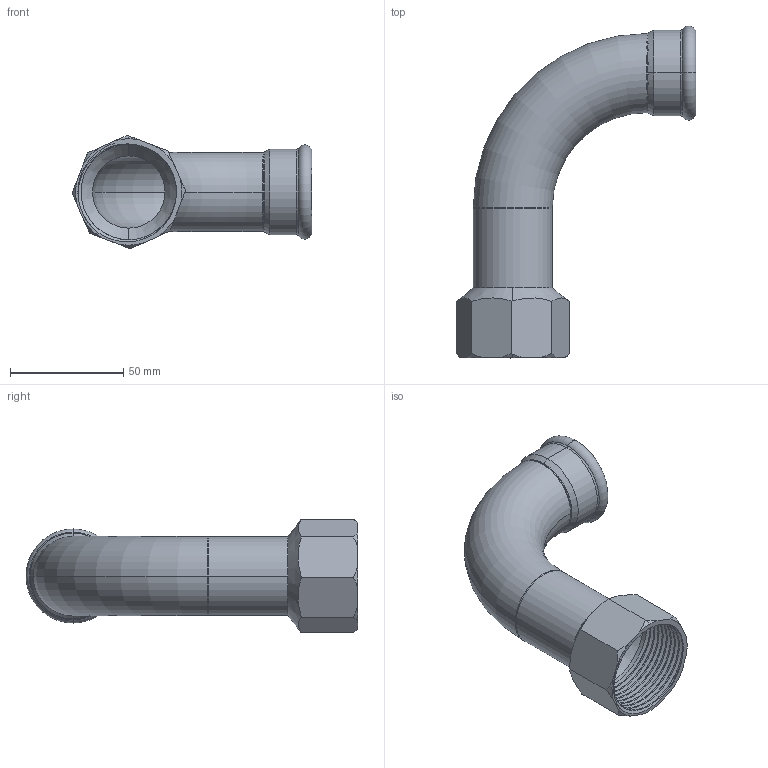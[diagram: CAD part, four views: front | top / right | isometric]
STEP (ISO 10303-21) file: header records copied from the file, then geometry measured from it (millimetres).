
FILE_DESCRIPTION (( 'STEP AP203' ), '1' );
FILE_NAME ('3D_ P746_35 x 1 1-4_141396400.STEP', '2024-11-19T16:20:39', ( '' ), ( '' ), 'SwSTEP 2.0', 'SolidWorks 2023', '' );
FILE_SCHEMA (( 'CONFIG_CONTROL_DESIGN' ));
Length unit declared in the file: millimetre
Products named in the file (1): 3D_ P746_35 x 1 1-4_141396400
Bounding box: 106.1 x 146.79 x 50.18 mm (x, y, z)
Volume: 34092.5 mm3; surface area: 44633.8 mm2
Topology: 2 solids, 2 shells, 82 faces, 214 edges, 134 vertices
Faces by surface type: cylinder 35, cone 21, torus 12, plane 11, bspline 3
Entity records: 4795 total; most frequent: CARTESIAN_POINT 2838, ORIENTED_EDGE 428, DIRECTION 377, EDGE_CURVE 214, AXIS2_PLACEMENT_3D 156, VERTEX_POINT 134, EDGE_LOOP 84, FACE_OUTER_BOUND 82
